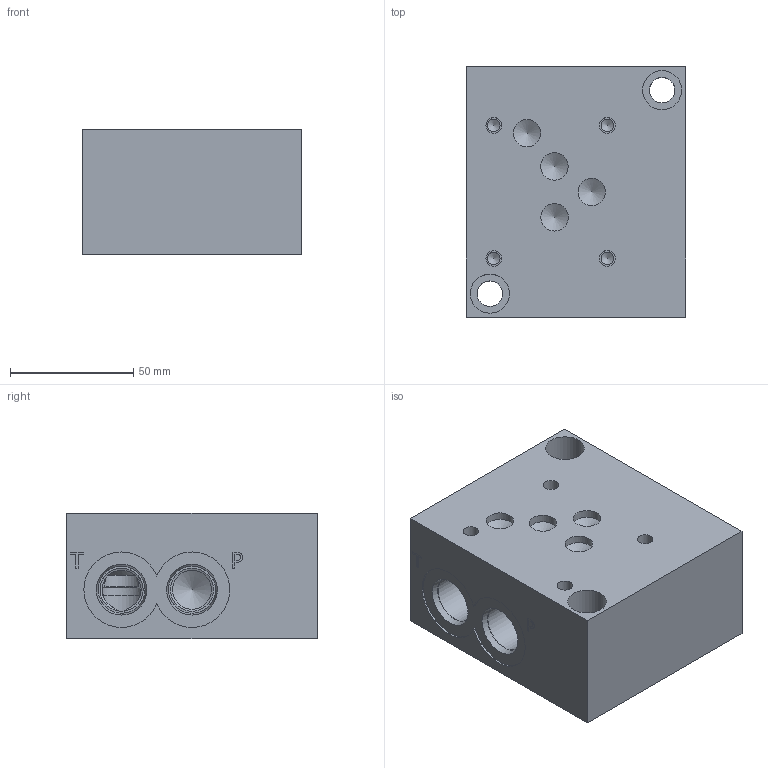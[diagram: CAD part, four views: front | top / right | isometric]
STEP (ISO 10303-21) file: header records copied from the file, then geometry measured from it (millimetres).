
FILE_DESCRIPTION(/* description */ (''),/* implementation_level */ '2;1');
FILE_NAME(/* name */ '_D05SPSB8S.stp',/* time_stamp */ '2022-05-24T15:54:34-04:00',/* author */ ('bobbyh'),/* organization */ (''),/* preprocessor_version */ 'ST-DEVELOPER v18',/* originating_system */ 'Autodesk Inventor 2020',/* authorisation */ '');
FILE_SCHEMA (('AUTOMOTIVE_DESIGN { 1 0 10303 214 3 1 1 }'));
Length unit declared in the file: millimetre
Products named in the file (1): Part_AD05SPSB8S_3D
Bounding box: 88.9 x 101.6 x 50.8 mm (x, y, z)
Volume: 397774.8 mm3; surface area: 51281.9 mm2
Topology: 1 solids, 1 shells, 545 faces, 1490 edges, 1001 vertices
Faces by surface type: plane 301, bspline 160, cylinder 48, cone 36
Full cylindrical faces by diameter (mm): 5.105 x4, 6.35 x4, 10.312 x2, 11.125 x6, 15.875 x6, 17.501 x5, 19.05 x6, 19.253 x6, 30.632 x2
Entity records: 18506 total; most frequent: CARTESIAN_POINT 5193, ORIENTED_EDGE 2954, DIRECTION 2083, EDGE_CURVE 1477, VERTEX_POINT 1001, LINE 967, VECTOR 967, EDGE_LOOP 618
